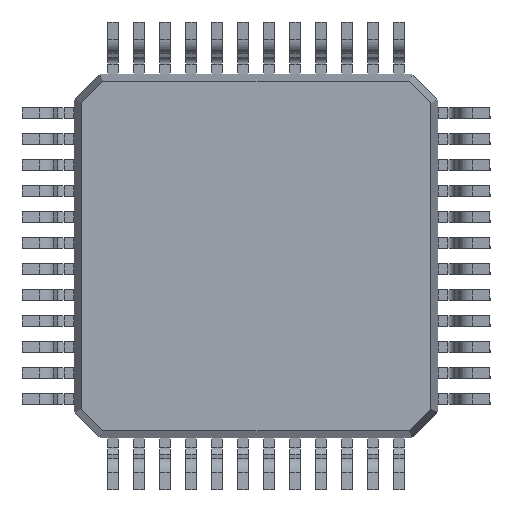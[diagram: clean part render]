
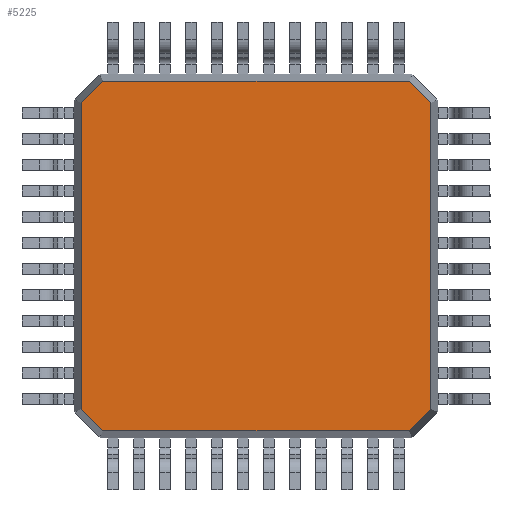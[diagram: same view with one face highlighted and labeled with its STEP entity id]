
A CAD part, front view. The second image highlights one B-rep face of the part: STEP entity #5225.
In plain terms, the highlighted planar face has unit normal (0, -1, 0).
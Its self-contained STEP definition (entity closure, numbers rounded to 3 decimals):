
#469 = VERTEX_POINT ( 'NONE', #10650 ) ;
#584 = FACE_OUTER_BOUND ( 'NONE', #21441, .T. ) ;
#1042 = DIRECTION ( 'NONE',  ( 0.707, 0., 0.707 ) ) ;
#2114 = EDGE_CURVE ( 'NONE', #2499, #3891, #18240, .T. ) ;
#2157 = DIRECTION ( 'NONE',  ( 1., 0., 0. ) ) ;
#2499 = VERTEX_POINT ( 'NONE', #8520 ) ;
#2609 = VECTOR ( 'NONE', #18134, 1000. ) ;
#2806 = DIRECTION ( 'NONE',  ( 0., 0., -1. ) ) ;
#3022 = EDGE_CURVE ( 'NONE', #3891, #469, #14235, .T. ) ;
#3332 = VECTOR ( 'NONE', #20045, 1000. ) ;
#3891 = VERTEX_POINT ( 'NONE', #7333 ) ;
#4027 = ORIENTED_EDGE ( 'NONE', *, *, #10308, .T. ) ;
#4347 = ORIENTED_EDGE ( 'NONE', *, *, #10676, .T. ) ;
#4857 = VERTEX_POINT ( 'NONE', #14530 ) ;
#5068 = CARTESIAN_POINT ( 'NONE',  ( -3.361, 0.15, 2.943 ) ) ;
#5225 = ADVANCED_FACE ( 'NONE', ( #584 ), #5599, .T. ) ;
#5487 = VECTOR ( 'NONE', #2806, 1000. ) ;
#5599 = PLANE ( 'NONE',  #11849 ) ;
#5975 = VECTOR ( 'NONE', #2157, 1000. ) ;
#6083 = CARTESIAN_POINT ( 'NONE',  ( -3.361, 0.15, 3. ) ) ;
#6338 = VECTOR ( 'NONE', #20328, 1000. ) ;
#7069 = LINE ( 'NONE', #9665, #2609 ) ;
#7095 = CARTESIAN_POINT ( 'NONE',  ( -3., 0.15, -3.361 ) ) ;
#7333 = CARTESIAN_POINT ( 'NONE',  ( 3.361, 0.15, 2.943 ) ) ;
#7526 = LINE ( 'NONE', #8297, #3332 ) ;
#7677 = EDGE_CURVE ( 'NONE', #11405, #17823, #7069, .T. ) ;
#7775 = CARTESIAN_POINT ( 'NONE',  ( 2.902, 0.15, -3.402 ) ) ;
#8297 = CARTESIAN_POINT ( 'NONE',  ( -2.902, 0.15, 3.402 ) ) ;
#8391 = VERTEX_POINT ( 'NONE', #5068 ) ;
#8520 = CARTESIAN_POINT ( 'NONE',  ( 3.361, 0.15, -2.943 ) ) ;
#8584 = CARTESIAN_POINT ( 'NONE',  ( 3.402, 0.15, 2.902 ) ) ;
#9024 = CARTESIAN_POINT ( 'NONE',  ( -2.943, 0.15, -3.361 ) ) ;
#9665 = CARTESIAN_POINT ( 'NONE',  ( -3.402, 0.15, -2.902 ) ) ;
#9972 = LINE ( 'NONE', #6083, #5487 ) ;
#10308 = EDGE_CURVE ( 'NONE', #8391, #11405, #9972, .T. ) ;
#10330 = VECTOR ( 'NONE', #20578, 1000. ) ;
#10446 = LINE ( 'NONE', #7095, #5975 ) ;
#10650 = CARTESIAN_POINT ( 'NONE',  ( 2.943, 0.15, 3.361 ) ) ;
#10676 = EDGE_CURVE ( 'NONE', #17823, #16189, #10446, .T. ) ;
#11405 = VERTEX_POINT ( 'NONE', #13039 ) ;
#11849 = AXIS2_PLACEMENT_3D ( 'NONE', #13981, #18993, #15482 ) ;
#12017 = ORIENTED_EDGE ( 'NONE', *, *, #20997, .T. ) ;
#12479 = CARTESIAN_POINT ( 'NONE',  ( 3.361, 0.15, -3. ) ) ;
#12538 = CARTESIAN_POINT ( 'NONE',  ( 3., 0.15, 3.361 ) ) ;
#12818 = VECTOR ( 'NONE', #1042, 1000. ) ;
#13039 = CARTESIAN_POINT ( 'NONE',  ( -3.361, 0.15, -2.943 ) ) ;
#13981 = CARTESIAN_POINT ( 'NONE',  ( 0., 0.15, 0. ) ) ;
#14235 = LINE ( 'NONE', #8584, #6338 ) ;
#14530 = CARTESIAN_POINT ( 'NONE',  ( -2.943, 0.15, 3.361 ) ) ;
#15482 = DIRECTION ( 'NONE',  ( 0., 0., -1. ) ) ;
#15824 = ORIENTED_EDGE ( 'NONE', *, *, #18952, .T. ) ;
#16189 = VERTEX_POINT ( 'NONE', #19471 ) ;
#16983 = ORIENTED_EDGE ( 'NONE', *, *, #7677, .T. ) ;
#17503 = ORIENTED_EDGE ( 'NONE', *, *, #20865, .T. ) ;
#17823 = VERTEX_POINT ( 'NONE', #9024 ) ;
#18134 = DIRECTION ( 'NONE',  ( 0.707, 0., -0.707 ) ) ;
#18240 = LINE ( 'NONE', #12479, #10330 ) ;
#18952 = EDGE_CURVE ( 'NONE', #4857, #8391, #7526, .T. ) ;
#18993 = DIRECTION ( 'NONE',  ( 0., -1., 0. ) ) ;
#19174 = DIRECTION ( 'NONE',  ( -1., 0., 0. ) ) ;
#19471 = CARTESIAN_POINT ( 'NONE',  ( 2.943, 0.15, -3.361 ) ) ;
#19670 = LINE ( 'NONE', #7775, #12818 ) ;
#19696 = ORIENTED_EDGE ( 'NONE', *, *, #3022, .T. ) ;
#20045 = DIRECTION ( 'NONE',  ( -0.707, 0., -0.707 ) ) ;
#20328 = DIRECTION ( 'NONE',  ( -0.707, 0., 0.707 ) ) ;
#20578 = DIRECTION ( 'NONE',  ( 0., 0., 1. ) ) ;
#20738 = VECTOR ( 'NONE', #19174, 1000. ) ;
#20865 = EDGE_CURVE ( 'NONE', #469, #4857, #21809, .T. ) ;
#20915 = ORIENTED_EDGE ( 'NONE', *, *, #2114, .T. ) ;
#20997 = EDGE_CURVE ( 'NONE', #16189, #2499, #19670, .T. ) ;
#21441 = EDGE_LOOP ( 'NONE', ( #19696, #17503, #15824, #4027, #16983, #4347, #12017, #20915 ) ) ;
#21809 = LINE ( 'NONE', #12538, #20738 ) ;
